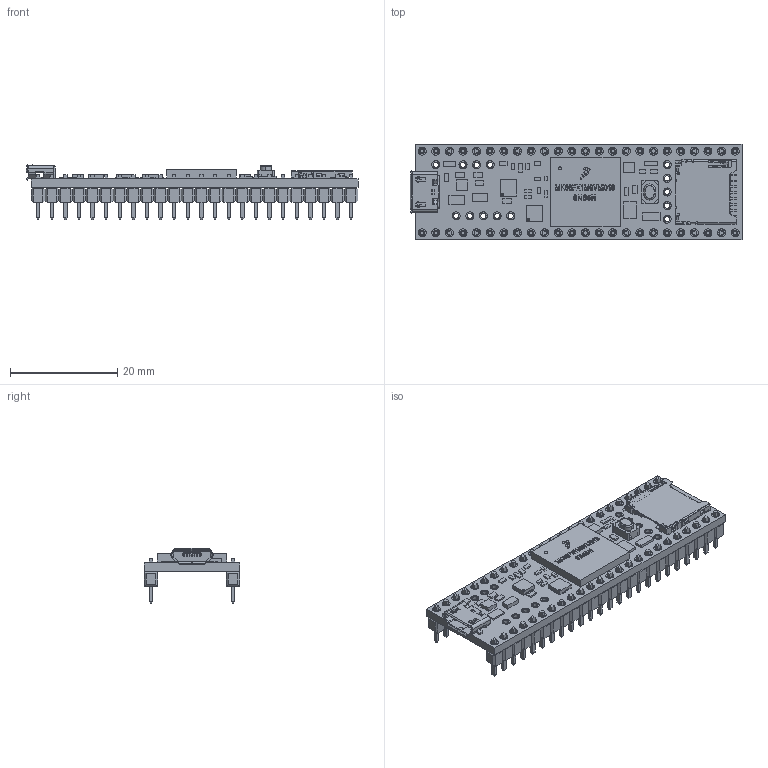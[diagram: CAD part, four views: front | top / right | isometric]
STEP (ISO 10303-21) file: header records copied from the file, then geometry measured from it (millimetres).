
FILE_DESCRIPTION(('FreeCAD Model'),'2;1');
FILE_NAME('Ot''s Kicad/0tsLibraries/3D Models workign folder/Teensy36/TEENSY_3_6_v05_sp.step','2018-10-30T16:15:16',( 'kicad StepUp'),('ksu MCAD'),'Open CASCADE STEP processor 7.2', 'FreeCAD','Unknown');
FILE_SCHEMA(('AUTOMOTIVE_DESIGN { 1 0 10303 214 1 1 1 1 }'));
Products named in the file (1): TEENSY_3_6_v05_sp
Bounding box: 61.96 x 17.88 x 10.29 mm (x, y, z)
Volume: 3008.4 mm3; surface area: 6958.9 mm2
Topology: 122 solids, 123 shells, 4660 faces, 18794 edges, 21864 vertices
Faces by surface type: plane 3282, cylinder 1125, bspline 126, extrusion 81, torus 32, sphere 12, cone 2
Entity records: 245110 total; most frequent: CARTESIAN_POINT 71350, DIRECTION 26054, ORIENTED_EDGE 22884, VECTOR 14536, LINE 14455, EDGE_CURVE 11442, GEOMETRIC_CURVE_SET 7340, TRIMMED_CURVE 7340
